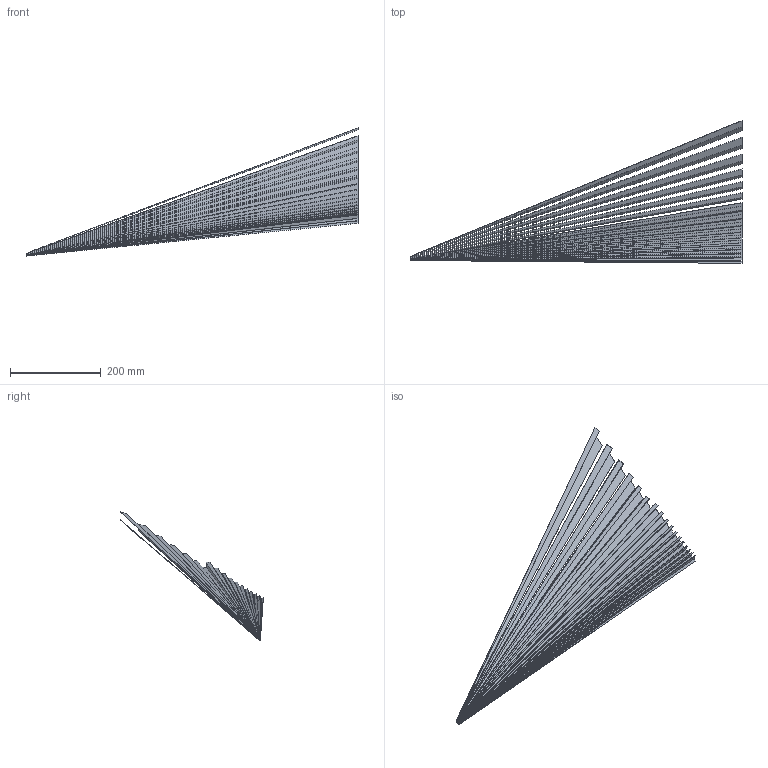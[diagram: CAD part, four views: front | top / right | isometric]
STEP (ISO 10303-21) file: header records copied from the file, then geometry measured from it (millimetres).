
FILE_DESCRIPTION(('FreeCAD Model'),'2;1');
FILE_NAME( 'block_5.step', '2021-06-02T11:35:49',('Author'),(''), 'Open CASCADE STEP processor 7.3','FreeCAD','Unknown');
FILE_SCHEMA(('AUTOMOTIVE_DESIGN { 1 0 10303 214 1 1 1 1 }'));
Length unit declared in the file: millimetre
Products named in the file (1): Part_5
Bounding box: 730 x 313.6 x 281.67 mm (x, y, z)
Volume: 93885.2 mm3; surface area: 635695.9 mm2
Topology: 7 solids, 7 shells, 287 faces, 823 edges, 548 vertices
Faces by surface type: plane 287
Entity records: 19173 total; most frequent: CARTESIAN_POINT 4083, DIRECTION 2267, LINE 1691, VECTOR 1691, ORIENTED_EDGE 1646, PCURVE 1646, DEFINITIONAL_REPRESENTATION 1646, EDGE_CURVE 823
